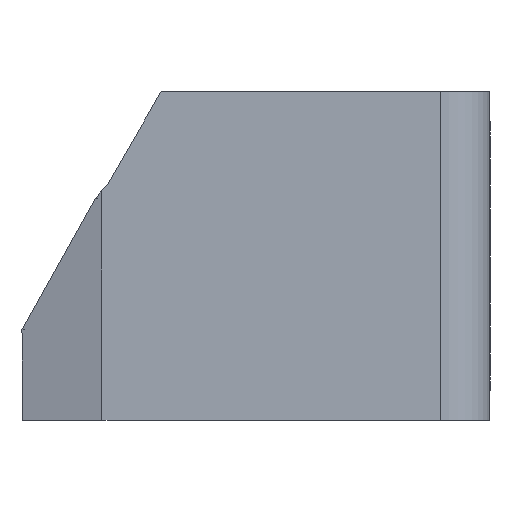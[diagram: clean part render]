
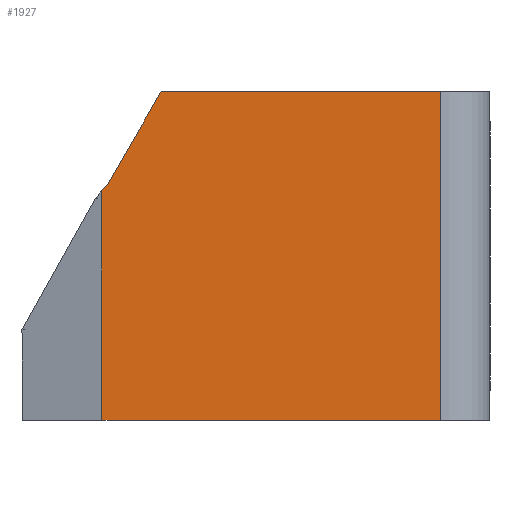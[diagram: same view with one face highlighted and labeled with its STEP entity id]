
A CAD part, left-side view. The second image highlights one B-rep face of the part: STEP entity #1927.
In plain terms, the highlighted planar face has unit normal (-1, 0, 0).
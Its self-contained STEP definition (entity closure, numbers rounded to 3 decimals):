
#80 = EDGE_CURVE ( 'NONE', #1926, #1232, #561, .T. ) ;
#87 = CARTESIAN_POINT ( 'NONE',  ( -147.5, 46.51, 8.835 ) ) ;
#114 = CARTESIAN_POINT ( 'NONE',  ( -147.5, 46.51, 8.835 ) ) ;
#179 = PLANE ( 'NONE',  #1947 ) ;
#190 = VECTOR ( 'NONE', #1275, 1000. ) ;
#287 = CARTESIAN_POINT ( 'NONE',  ( -147.5, 0., -20. ) ) ;
#346 = CARTESIAN_POINT ( 'NONE',  ( -147.5, 40.064, 20. ) ) ;
#354 = CARTESIAN_POINT ( 'NONE',  ( -147.5, 0., 20. ) ) ;
#425 = ORIENTED_EDGE ( 'NONE', *, *, #80, .F. ) ;
#431 = VECTOR ( 'NONE', #1740, 1000. ) ;
#461 = LINE ( 'NONE', #642, #190 ) ;
#504 = DIRECTION ( 'NONE',  ( 0., 0., 1. ) ) ;
#521 = VERTEX_POINT ( 'NONE', #346 ) ;
#559 = VECTOR ( 'NONE', #1762, 1000. ) ;
#561 = LINE ( 'NONE', #1486, #1353 ) ;
#577 = ORIENTED_EDGE ( 'NONE', *, *, #1129, .F. ) ;
#642 = CARTESIAN_POINT ( 'NONE',  ( -147.5, 47.3, 20. ) ) ;
#666 = FACE_OUTER_BOUND ( 'NONE', #837, .T. ) ;
#672 = VERTEX_POINT ( 'NONE', #1942 ) ;
#735 = VECTOR ( 'NONE', #1964, 1000. ) ;
#814 = CARTESIAN_POINT ( 'NONE',  ( -147.5, 0., 20. ) ) ;
#817 = CARTESIAN_POINT ( 'NONE',  ( -147.5, 0., -20. ) ) ;
#836 = CARTESIAN_POINT ( 'NONE',  ( -147.5, 46.773, 8.532 ) ) ;
#837 = EDGE_LOOP ( 'NONE', ( #1660, #973, #577, #1622, #1153, #425, #956 ) ) ;
#841 = DIRECTION ( 'NONE',  ( 0., 0., -1. ) ) ;
#865 = CARTESIAN_POINT ( 'NONE',  ( -147.5, 47.3, 7.93 ) ) ;
#881 = CARTESIAN_POINT ( 'NONE',  ( -147.5, 47.035, 8.23 ) ) ;
#956 = ORIENTED_EDGE ( 'NONE', *, *, #1318, .T. ) ;
#973 = ORIENTED_EDGE ( 'NONE', *, *, #1975, .T. ) ;
#976 = DIRECTION ( 'NONE',  ( 0., 1., 0. ) ) ;
#980 = LINE ( 'NONE', #817, #735 ) ;
#1036 = VERTEX_POINT ( 'NONE', #114 ) ;
#1048 = CARTESIAN_POINT ( 'NONE',  ( -147.5, 6., -20. ) ) ;
#1093 = LINE ( 'NONE', #287, #431 ) ;
#1129 = EDGE_CURVE ( 'NONE', #1996, #1536, #461, .T. ) ;
#1153 = ORIENTED_EDGE ( 'NONE', *, *, #1913, .F. ) ;
#1232 = VERTEX_POINT ( 'NONE', #1048 ) ;
#1275 = DIRECTION ( 'NONE',  ( 0., 0., 1. ) ) ;
#1296 = DIRECTION ( 'NONE',  ( -1., 0., 0. ) ) ;
#1318 = EDGE_CURVE ( 'NONE', #1926, #521, #1940, .T. ) ;
#1319 = CARTESIAN_POINT ( 'NONE',  ( -147.5, 47.3, -20. ) ) ;
#1324 = B_SPLINE_CURVE_WITH_KNOTS ( 'NONE', 3,
 ( #87, #836, #881, #1861 ),
 .UNSPECIFIED., .F., .F.,
 ( 4, 4 ),
 ( 0.003, 0.004 ),
 .UNSPECIFIED. ) ;
#1353 = VECTOR ( 'NONE', #841, 1000. ) ;
#1486 = CARTESIAN_POINT ( 'NONE',  ( -147.5, 6., 20. ) ) ;
#1536 = VERTEX_POINT ( 'NONE', #865 ) ;
#1622 = ORIENTED_EDGE ( 'NONE', *, *, #1777, .F. ) ;
#1650 = VECTOR ( 'NONE', #976, 1000. ) ;
#1660 = ORIENTED_EDGE ( 'NONE', *, *, #1890, .T. ) ;
#1740 = DIRECTION ( 'NONE',  ( 0., 1., 0. ) ) ;
#1762 = DIRECTION ( 'NONE',  ( 0., 0.5, -0.866 ) ) ;
#1777 = EDGE_CURVE ( 'NONE', #672, #1996, #1093, .T. ) ;
#1784 = CARTESIAN_POINT ( 'NONE',  ( -147.5, 6., 20. ) ) ;
#1861 = CARTESIAN_POINT ( 'NONE',  ( -147.5, 47.3, 7.93 ) ) ;
#1890 = EDGE_CURVE ( 'NONE', #521, #1036, #1943, .T. ) ;
#1913 = EDGE_CURVE ( 'NONE', #1232, #672, #980, .T. ) ;
#1926 = VERTEX_POINT ( 'NONE', #1784 ) ;
#1927 = ADVANCED_FACE ( 'NONE', ( #666 ), #179, .T. ) ;
#1934 = CARTESIAN_POINT ( 'NONE',  ( -147.5, 56.807, -9. ) ) ;
#1940 = LINE ( 'NONE', #814, #1650 ) ;
#1942 = CARTESIAN_POINT ( 'NONE',  ( -147.5, 46.51, -20. ) ) ;
#1943 = LINE ( 'NONE', #1934, #559 ) ;
#1947 = AXIS2_PLACEMENT_3D ( 'NONE', #354, #1296, #504 ) ;
#1964 = DIRECTION ( 'NONE',  ( 0., 1., 0. ) ) ;
#1975 = EDGE_CURVE ( 'NONE', #1036, #1536, #1324, .T. ) ;
#1996 = VERTEX_POINT ( 'NONE', #1319 ) ;
